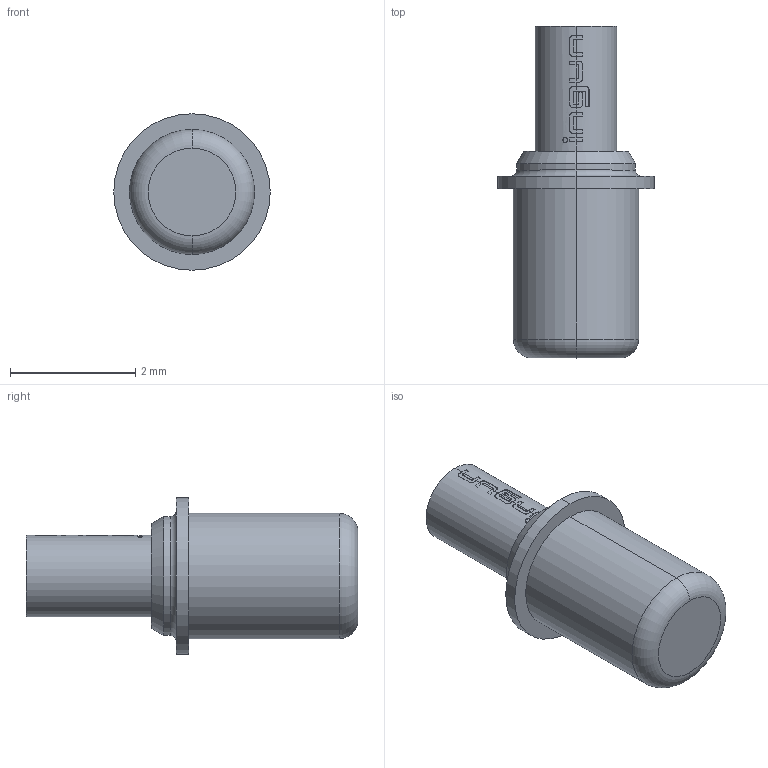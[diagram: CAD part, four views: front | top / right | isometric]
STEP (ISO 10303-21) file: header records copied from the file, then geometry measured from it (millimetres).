
FILE_DESCRIPTION (( 'STEP AP203' ), '1' );
FILE_NAME ('INGUN_GKS-967_303_130_A_xx01_G.STEP', '2021-09-14T06:20:46', ( 'ochi' ), ( '' ), 'SwSTEP 2.0', 'SolidWorks 2018', '' );
FILE_SCHEMA (( 'CONFIG_CONTROL_DESIGN' ));
Length unit declared in the file: millimetre
Products named in the file (1): INGUN_GKS-967_303_130_A_xx01_G
Bounding box: 2.5 x 5.3 x 2.5 mm (x, y, z)
Volume: 12.8 mm3; surface area: 37.9 mm2
Topology: 1 solids, 1 shells, 101 faces, 280 edges, 183 vertices
Faces by surface type: plane 44, cylinder 27, bspline 22, cone 4, torus 4
Entity records: 3477 total; most frequent: CARTESIAN_POINT 963, ORIENTED_EDGE 556, DIRECTION 454, EDGE_CURVE 278, VERTEX_POINT 183, AXIS2_PLACEMENT_3D 182, EDGE_LOOP 105, CIRCLE 102
